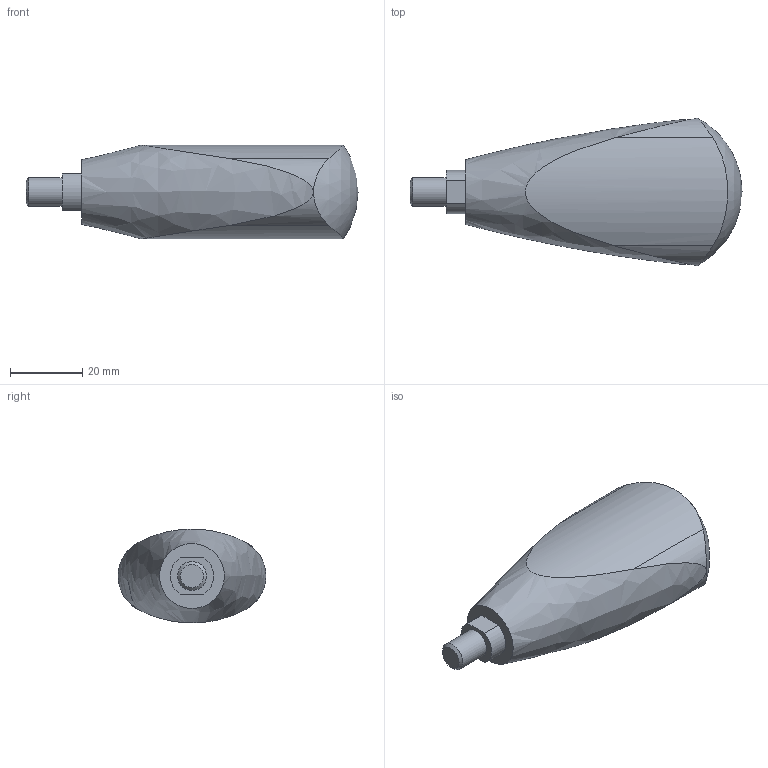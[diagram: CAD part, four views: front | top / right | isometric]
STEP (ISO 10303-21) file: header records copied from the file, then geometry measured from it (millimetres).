
FILE_DESCRIPTION( ( 'STEP AP214' ), '1' );
FILE_NAME( 'K0651.1208010.stp', '2020-12-09T10:43:27', ( '' ), ( '' ), ' ', 'PARTsolutions', ' ' );
FILE_SCHEMA( ( 'AUTOMOTIVE_DESIGN { 1 0 10303 214 1 1 1 1 }' ) );
Length unit declared in the file: millimetre
Products named in the file (1): _K0651.1208010
Bounding box: 92.2 x 41 x 26 mm (x, y, z)
Volume: 50446.5 mm3; surface area: 8192.6 mm2
Topology: 1 solids, 1 shells, 17 faces, 41 edges, 27 vertices
Faces by surface type: cylinder 7, plane 5, torus 2, sphere 1, bspline 1, cone 1
Full cylindrical faces by diameter (mm): 8 x1
Entity records: 921 total; most frequent: CARTESIAN_POINT 420, ORIENTED_EDGE 68, DIRECTION 66, EDGE_CURVE 34, AXIS2_PLACEMENT_3D 27, VERTEX_POINT 25, EDGE_LOOP 22, FACE_OUTER_BOUND 19
